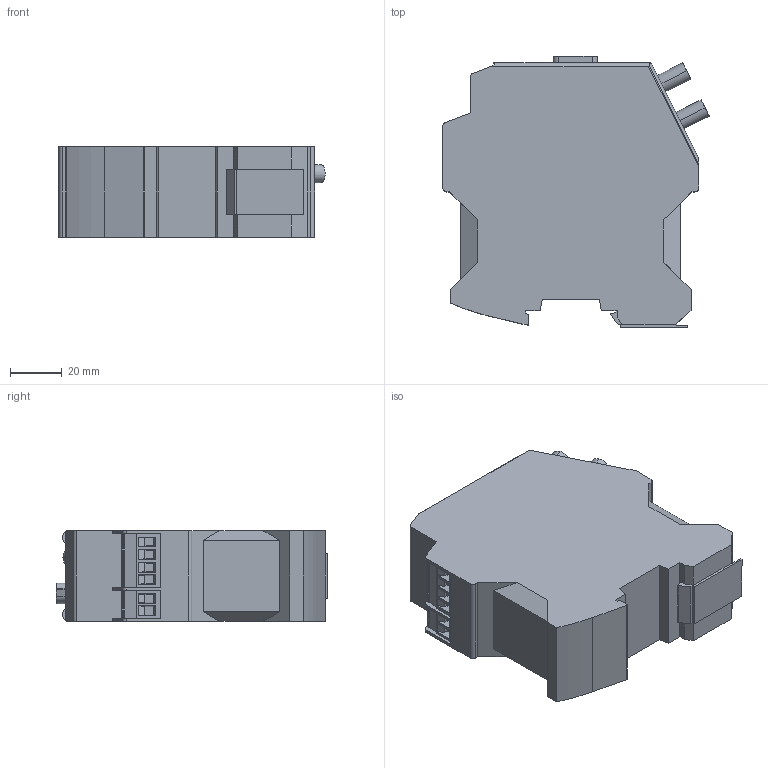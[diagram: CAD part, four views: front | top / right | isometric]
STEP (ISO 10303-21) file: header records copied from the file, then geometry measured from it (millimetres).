
FILE_DESCRIPTION(('SolidDesigner STEP Export'),'2;1');
FILE_NAME('2708371_PSI_MOS_RS232_FO_850_E_select.stp','2009-09-28T15:19:38',(''),(''),'CoCreate Modeling STEP processor for AP214 (Solid Model)','CoCreate Modeling 16.00A 16-Aug-2008 (C) Parametric Technology GmbH','');
FILE_SCHEMA(('AUTOMOTIVE_DESIGN { 1 0 10303 214 1 1 1 1 }'));
Length unit declared in the file: millimetre
Products named in the file (2): 2708371_PSI_MOS_RS232_FO_850_E_select
Assembly tree (1 placements, depth 2):
  2708371_PSI_MOS_RS232_FO_850_E_select
    2708371_PSI_MOS_RS232_FO_850_E_select
Bounding box: 103.04 x 105 x 35.2 mm (x, y, z)
Volume: 293403.3 mm3; surface area: 32304.6 mm2
Topology: 1 solids, 1 shells, 209 faces, 555 edges, 368 vertices
Faces by surface type: plane 153, cylinder 56
Entity records: 7801 total; most frequent: ORIENTED_EDGE 1110, CARTESIAN_POINT 1059, DIRECTION 945, EDGE_CURVE 555, VECTOR 437, LINE 437, VERTEX_POINT 368, AXIS2_PLACEMENT_3D 254
